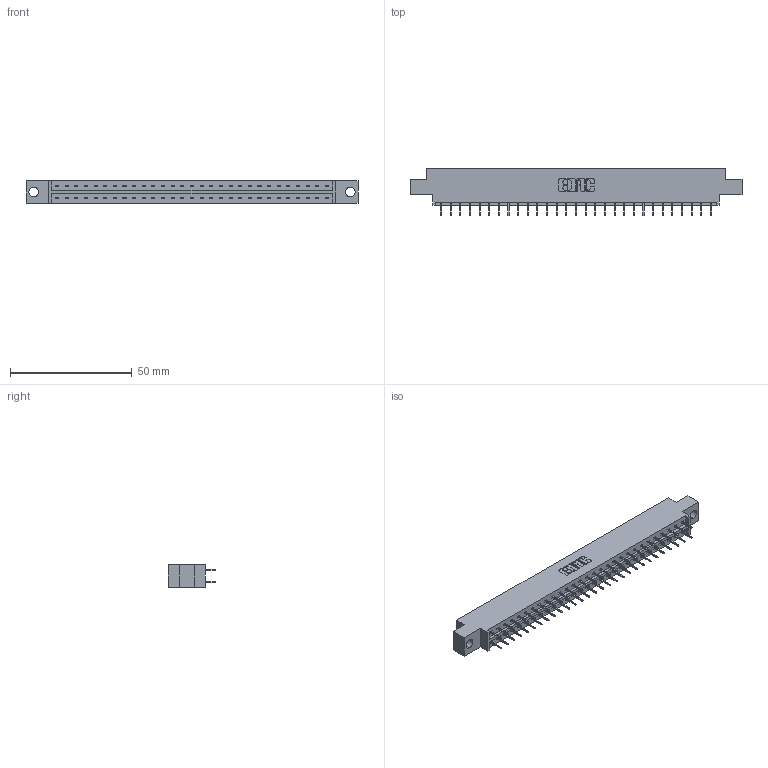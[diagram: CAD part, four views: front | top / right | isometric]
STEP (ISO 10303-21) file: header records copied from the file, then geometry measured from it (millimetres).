
FILE_DESCRIPTION (( 'STEP AP203' ), '1' );
FILE_NAME ('333-058-524-804.STEP', '2018-08-04T05:54:28', ( '' ), ( '' ), 'SwSTEP 2.0', 'SolidWorks 2016', '' );
FILE_SCHEMA (( 'CONFIG_CONTROL_DESIGN' ));
Length unit declared in the file: inch
Products named in the file (3): 333 Part_Offset - .156 Dia - TH; 345-292-001_345-293-124; 333-058-524-804
Assembly tree (59 placements, depth 2):
  333-058-524-804
    333 Part_Offset - .156 Dia - TH
    345-292-001_345-293-124  x58
Bounding box: 136.45 x 19.69 x 9.4 mm (x, y, z)
Volume: 13405.6 mm3; surface area: 15465.9 mm2
Topology: 59 solids, 59 shells, 3366 faces, 9545 edges, 6130 vertices
Faces by surface type: plane 2510, cylinder 856
Entity records: 20547 total; most frequent: CARTESIAN_POINT 3422, ORIENTED_EDGE 3358, DIRECTION 2947, EDGE_CURVE 1679, LINE 1555, VECTOR 1555, VERTEX_POINT 1114, AXIS2_PLACEMENT_3D 696
